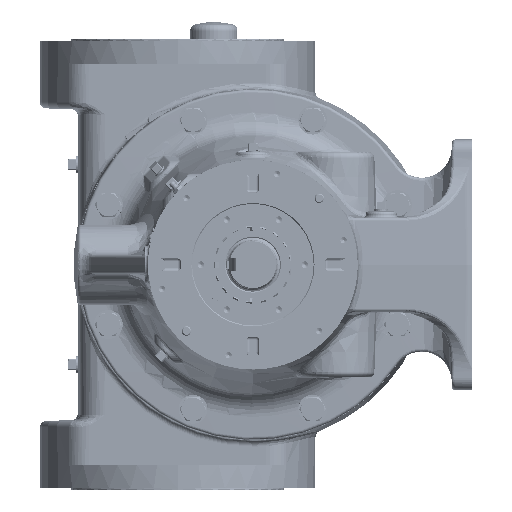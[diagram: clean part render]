
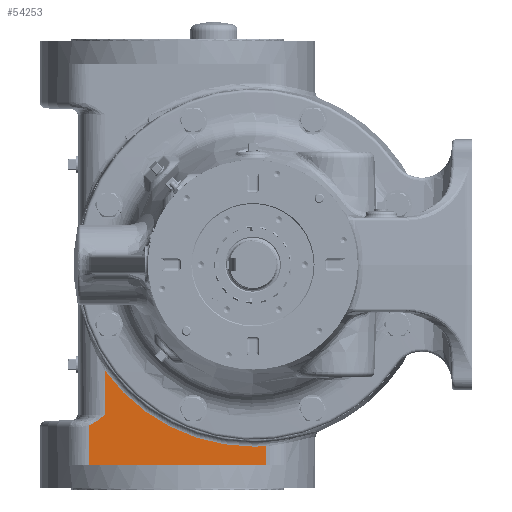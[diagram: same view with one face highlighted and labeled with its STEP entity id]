
A CAD part, left-side view. The second image highlights one B-rep face of the part: STEP entity #54253.
In plain terms, the highlighted planar face has unit normal (-1, 0, 0).
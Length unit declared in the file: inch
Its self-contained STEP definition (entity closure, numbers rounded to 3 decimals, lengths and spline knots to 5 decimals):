
#7382 = VERTEX_POINT ( 'NONE', #172346 ) ;
#13856 = EDGE_CURVE ( 'NONE', #165661, #267556, #214783, .T. ) ;
#13906 = CARTESIAN_POINT ( 'NONE',  ( 0.865, 5.90249, -4.23701 ) ) ;
#20407 = CARTESIAN_POINT ( 'NONE',  ( 0.865, 0., 0. ) ) ;
#33535 = CARTESIAN_POINT ( 'NONE',  ( 0.865, 6.00159, -6.07289 ) ) ;
#45506 = CARTESIAN_POINT ( 'NONE',  ( 0.865, -0.54251, -8.74 ) ) ;
#45629 = DIRECTION ( 'NONE',  ( 1., 0., 0. ) ) ;
#46987 = VERTEX_POINT ( 'NONE', #181186 ) ;
#54253 = ADVANCED_FACE ( 'Defeatured_0_1963', ( #127028 ), #234087, .F. ) ;
#68279 = CIRCLE ( 'NONE', #124229, 7.26578 ) ;
#69454 = EDGE_CURVE ( 'NONE', #46987, #218110, #68279, .T. ) ;
#69761 = CARTESIAN_POINT ( 'NONE',  ( 0.865, 0., 0. ) ) ;
#75105 = ORIENTED_EDGE ( 'NONE', *, *, #69454, .T. ) ;
#79992 = DIRECTION ( 'NONE',  ( 0., 0., -1. ) ) ;
#80439 = LINE ( 'NONE', #45506, #267957 ) ;
#81184 = DIRECTION ( 'NONE',  ( 0., 1., 0. ) ) ;
#100201 = EDGE_CURVE ( 'NONE', #165661, #46987, #80439, .T. ) ;
#102703 = DIRECTION ( 'NONE',  ( 0., 0., 1. ) ) ;
#115278 = DIRECTION ( 'NONE',  ( 0., 0., 1. ) ) ;
#124229 = AXIS2_PLACEMENT_3D ( 'NONE', #20407, #320371, #154113 ) ;
#126437 = EDGE_CURVE ( 'NONE', #7382, #185968, #426936, .T. ) ;
#127028 = FACE_OUTER_BOUND ( 'NONE', #172075, .T. ) ;
#127092 = DIRECTION ( 'NONE',  ( 0., 0., 1. ) ) ;
#135600 = DIRECTION ( 'NONE',  ( 1., 0., 0. ) ) ;
#135936 = VECTOR ( 'NONE', #81184, 39.37008 ) ;
#138599 = CARTESIAN_POINT ( 'NONE',  ( 0.865, 6.31259, -6.29899 ) ) ;
#154113 = DIRECTION ( 'NONE',  ( 0., 0., -1. ) ) ;
#165661 = VERTEX_POINT ( 'NONE', #294134 ) ;
#167260 = CARTESIAN_POINT ( 'NONE',  ( 0.865, 5.90249, -5.9908 ) ) ;
#170181 = VECTOR ( 'NONE', #127092, 39.37008 ) ;
#172075 = EDGE_LOOP ( 'NONE', ( #387270, #288954, #75105, #191157, #365574, #338707, #279566 ) ) ;
#172346 = CARTESIAN_POINT ( 'NONE',  ( 0.865, 5.90249, -5.9908 ) ) ;
#174889 = DIRECTION ( 'NONE',  ( 0., 0., 1. ) ) ;
#177767 = CARTESIAN_POINT ( 'NONE',  ( 0.865, 5.90249, -8. ) ) ;
#181186 = CARTESIAN_POINT ( 'NONE',  ( 0.865, -0.54251, -7.2455 ) ) ;
#185968 = VERTEX_POINT ( 'NONE', #13906 ) ;
#191157 = ORIENTED_EDGE ( 'NONE', *, *, #338957, .T. ) ;
#202233 = CIRCLE ( 'NONE', #405017, 7.26578 ) ;
#214783 = LINE ( 'NONE', #177767, #135936 ) ;
#218110 = VERTEX_POINT ( 'NONE', #329000 ) ;
#231597 = AXIS2_PLACEMENT_3D ( 'NONE', #337073, #45629, #102703 ) ;
#234087 = PLANE ( 'NONE',  #231597 ) ;
#247269 = EDGE_CURVE ( 'NONE', #7382, #286502, #307040, .T. ) ;
#267556 = VERTEX_POINT ( 'NONE', #347748 ) ;
#267957 = VECTOR ( 'NONE', #174889, 39.37008 ) ;
#272117 = CARTESIAN_POINT ( 'NONE',  ( 0.865, 6.42418, -6.36149 ) ) ;
#279566 = ORIENTED_EDGE ( 'NONE', *, *, #346456, .F. ) ;
#286502 = VERTEX_POINT ( 'NONE', #330927 ) ;
#288954 = ORIENTED_EDGE ( 'NONE', *, *, #100201, .T. ) ;
#294134 = CARTESIAN_POINT ( 'NONE',  ( 0.865, -0.54251, -8. ) ) ;
#300758 = CARTESIAN_POINT ( 'NONE',  ( 0.865, 6.1013, -6.15473 ) ) ;
#307040 = B_SPLINE_CURVE_WITH_KNOTS ( 'NONE', 3,
 ( #167260, #33535, #300758, #372776, #138599, #272117, #405648, #329297 ),
 .UNSPECIFIED., .F., .F.,
 ( 4, 2, 2, 4 ),
 ( -0.00003, 0.00978, 0.01468, 0.01958 ),
 .UNSPECIFIED. ) ;
#318876 = CARTESIAN_POINT ( 'NONE',  ( 0.865, 6.54251, -8.74 ) ) ;
#320371 = DIRECTION ( 'NONE',  ( 1., 0., 0. ) ) ;
#329000 = CARTESIAN_POINT ( 'NONE',  ( 0.865, 0., -7.26578 ) ) ;
#329297 = CARTESIAN_POINT ( 'NONE',  ( 0.865, 6.54251, -6.41306 ) ) ;
#330927 = CARTESIAN_POINT ( 'NONE',  ( 0.865, 6.54251, -6.41306 ) ) ;
#331333 = VECTOR ( 'NONE', #115278, 39.37008 ) ;
#337073 = CARTESIAN_POINT ( 'NONE',  ( 0.865, 5.90249, -8.4321 ) ) ;
#338707 = ORIENTED_EDGE ( 'NONE', *, *, #247269, .T. ) ;
#338957 = EDGE_CURVE ( 'NONE', #218110, #185968, #202233, .T. ) ;
#346456 = EDGE_CURVE ( 'NONE', #267556, #286502, #421687, .T. ) ;
#347748 = CARTESIAN_POINT ( 'NONE',  ( 0.865, 6.54251, -8. ) ) ;
#365574 = ORIENTED_EDGE ( 'NONE', *, *, #126437, .F. ) ;
#372776 = CARTESIAN_POINT ( 'NONE',  ( 0.865, 6.25878, -6.26453 ) ) ;
#387270 = ORIENTED_EDGE ( 'NONE', *, *, #13856, .F. ) ;
#396271 = CARTESIAN_POINT ( 'NONE',  ( 0.865, 5.90249, -8.4321 ) ) ;
#405017 = AXIS2_PLACEMENT_3D ( 'NONE', #69761, #135600, #79992 ) ;
#405648 = CARTESIAN_POINT ( 'NONE',  ( 0.865, 6.48194, -6.38955 ) ) ;
#421687 = LINE ( 'NONE', #318876, #331333 ) ;
#426936 = LINE ( 'NONE', #396271, #170181 ) ;
